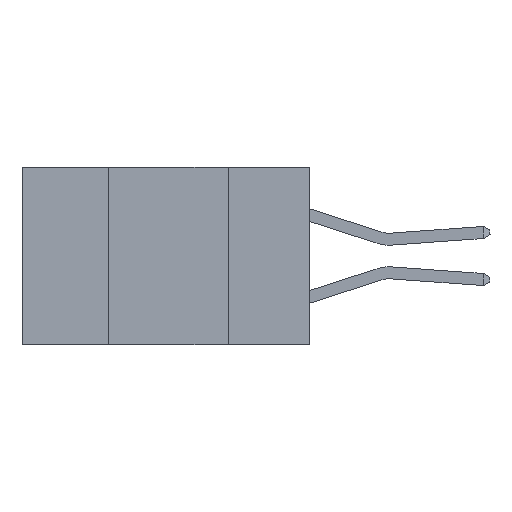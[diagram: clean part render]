
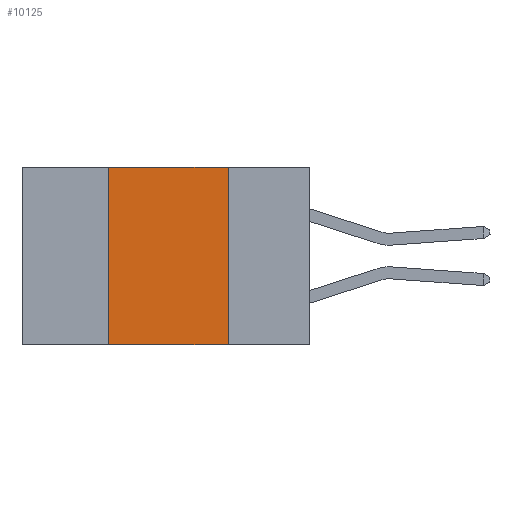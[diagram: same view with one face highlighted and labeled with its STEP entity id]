
A CAD part, left-side view. The second image highlights one B-rep face of the part: STEP entity #10125.
In plain terms, the highlighted planar face has unit normal (-1, 0, 0).
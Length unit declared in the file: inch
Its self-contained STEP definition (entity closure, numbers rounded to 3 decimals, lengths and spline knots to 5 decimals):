
#15 = ORIENTED_EDGE ( 'NONE', *, *, #27804, .T. ) ;
#533 = VERTEX_POINT ( 'NONE', #1660 ) ;
#806 = CARTESIAN_POINT ( 'NONE',  ( 0., 0.6, 0. ) ) ;
#1660 = CARTESIAN_POINT ( 'NONE',  ( 0., 0.42, 0. ) ) ;
#3453 = FACE_OUTER_BOUND ( 'NONE', #30299, .T. ) ;
#4536 = CARTESIAN_POINT ( 'NONE',  ( 0., 0.17, 0. ) ) ;
#4674 = LINE ( 'NONE', #17689, #29796 ) ;
#6342 = DIRECTION ( 'NONE',  ( 0., -1., 0. ) ) ;
#9209 = LINE ( 'NONE', #4536, #27824 ) ;
#9475 = ORIENTED_EDGE ( 'NONE', *, *, #28788, .F. ) ;
#10125 = ADVANCED_FACE ( 'NONE', ( #3453 ), #12050, .F. ) ;
#12050 = PLANE ( 'NONE',  #30082 ) ;
#12405 = LINE ( 'NONE', #806, #26100 ) ;
#12867 = VERTEX_POINT ( 'NONE', #15249 ) ;
#13988 = CARTESIAN_POINT ( 'NONE',  ( 0., 0.17, 0. ) ) ;
#15249 = CARTESIAN_POINT ( 'NONE',  ( 0., 0.42, -0.37 ) ) ;
#16032 = CARTESIAN_POINT ( 'NONE',  ( 0., 0.6, -0.37 ) ) ;
#16266 = EDGE_CURVE ( 'NONE', #19669, #17830, #9209, .T. ) ;
#16978 = DIRECTION ( 'NONE',  ( 0., 0., -1. ) ) ;
#17001 = ORIENTED_EDGE ( 'NONE', *, *, #27653, .F. ) ;
#17689 = CARTESIAN_POINT ( 'NONE',  ( 0., 0.42, 0. ) ) ;
#17830 = VERTEX_POINT ( 'NONE', #29253 ) ;
#19387 = ORIENTED_EDGE ( 'NONE', *, *, #16266, .F. ) ;
#19669 = VERTEX_POINT ( 'NONE', #13988 ) ;
#20112 = DIRECTION ( 'NONE',  ( 0., 0., 1. ) ) ;
#20760 = LINE ( 'NONE', #16032, #27222 ) ;
#21587 = DIRECTION ( 'NONE',  ( 0., 0., -1. ) ) ;
#25172 = DIRECTION ( 'NONE',  ( 0., -1., 0. ) ) ;
#26100 = VECTOR ( 'NONE', #25172, 39.37008 ) ;
#27222 = VECTOR ( 'NONE', #6342, 39.37008 ) ;
#27653 = EDGE_CURVE ( 'NONE', #533, #19669, #12405, .T. ) ;
#27804 = EDGE_CURVE ( 'NONE', #12867, #17830, #20760, .T. ) ;
#27824 = VECTOR ( 'NONE', #21587, 39.37008 ) ;
#28788 = EDGE_CURVE ( 'NONE', #12867, #533, #4674, .T. ) ;
#29031 = CARTESIAN_POINT ( 'NONE',  ( 0., 0.6, 0. ) ) ;
#29253 = CARTESIAN_POINT ( 'NONE',  ( 0., 0.17, -0.37 ) ) ;
#29796 = VECTOR ( 'NONE', #20112, 39.37008 ) ;
#30082 = AXIS2_PLACEMENT_3D ( 'NONE', #29031, #31387, #16978 ) ;
#30299 = EDGE_LOOP ( 'NONE', ( #19387, #17001, #9475, #15 ) ) ;
#31387 = DIRECTION ( 'NONE',  ( 1., 0., 0. ) ) ;
